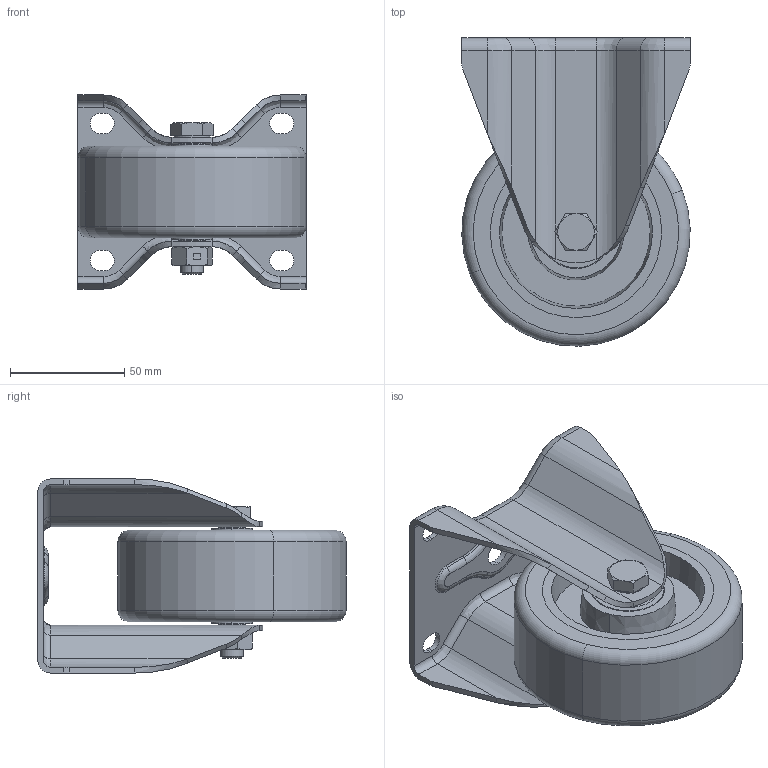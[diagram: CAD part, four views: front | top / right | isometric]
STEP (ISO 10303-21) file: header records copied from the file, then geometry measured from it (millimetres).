
FILE_DESCRIPTION (( 'STEP AP214' ), '1' );
FILE_NAME ('0047342.step', '2022-09-07T13:14:28', ( '' ), ( '' ), 'SwSTEP 2.0', 'SolidWorks 2020', '' );
FILE_SCHEMA (( 'AUTOMOTIVE_DESIGN' ));
Length unit declared in the file: millimetre
Products named in the file (1): 0047342
Bounding box: 100 x 134.98 x 85 mm (x, y, z)
Volume: 307501 mm3; surface area: 119012.1 mm2
Topology: 18 solids, 18 shells, 398 faces, 882 edges, 528 vertices
Faces by surface type: cylinder 144, plane 112, bspline 60, torus 50, cone 32
Entity records: 19075 total; most frequent: CARTESIAN_POINT 5985, ORIENTED_EDGE 1764, DIRECTION 1746, EDGE_CURVE 882, AXIS2_PLACEMENT_3D 713, VERTEX_POINT 528, EDGE_LOOP 452, UNCERTAINTY_MEASURE_WITH_UNIT 418
